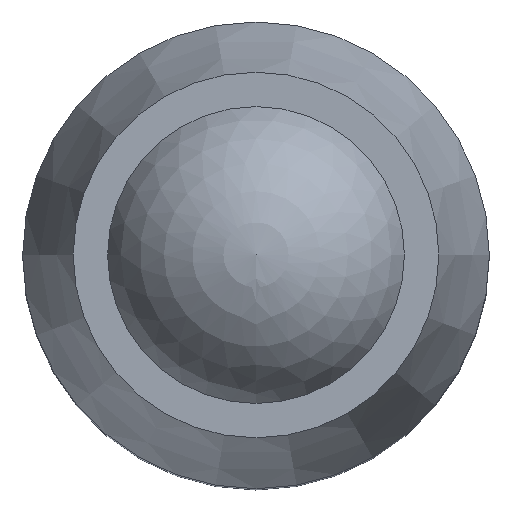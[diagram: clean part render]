
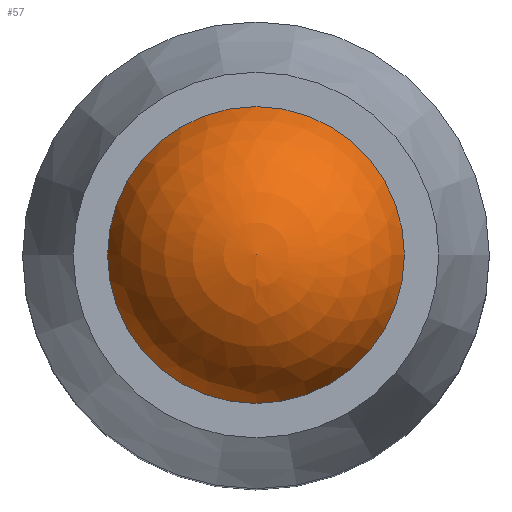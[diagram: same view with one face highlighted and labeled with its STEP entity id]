
A CAD part, top view. The second image highlights one B-rep face of the part: STEP entity #57.
In plain terms, the highlighted spherical face has radius 2 mm.
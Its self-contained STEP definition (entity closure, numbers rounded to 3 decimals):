
#57 = ADVANCED_FACE( '', ( #123, #124 ), #125, .T. );
#123 = FACE_BOUND( '', #194, .T. );
#124 = FACE_OUTER_BOUND( '', #195, .T. );
#125 = SPHERICAL_SURFACE( '', #196, 2. );
#194 = VERTEX_LOOP( '', #295 );
#195 = EDGE_LOOP( '', ( #296 ) );
#196 = AXIS2_PLACEMENT_3D( '', #297, #298, #299 );
#295 = VERTEX_POINT( '', #417 );
#296 = ORIENTED_EDGE( '', *, *, #418, .T. );
#297 = CARTESIAN_POINT( '', ( 0., 0., 11.5 ) );
#298 = DIRECTION( '', ( 0., 0., 1. ) );
#299 = DIRECTION( '', ( 0., -1., 0. ) );
#417 = CARTESIAN_POINT( '', ( 0., 0., 13.5 ) );
#418 = EDGE_CURVE( '', #493, #493, #494, .T. );
#493 = VERTEX_POINT( '', #588 );
#494 = CIRCLE( '', #589, 1.908 );
#588 = CARTESIAN_POINT( '', ( 1.908, 0., 12.1 ) );
#589 = AXIS2_PLACEMENT_3D( '', #660, #661, #662 );
#660 = CARTESIAN_POINT( '', ( 0., 0., 12.1 ) );
#661 = DIRECTION( '', ( 0., 0., 1. ) );
#662 = DIRECTION( '', ( 1., 0., 0. ) );
